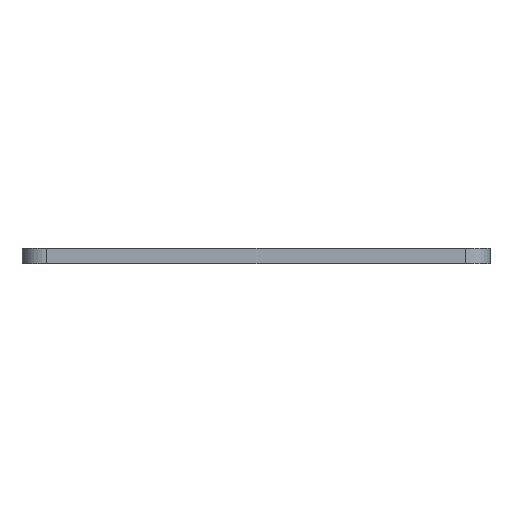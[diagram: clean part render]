
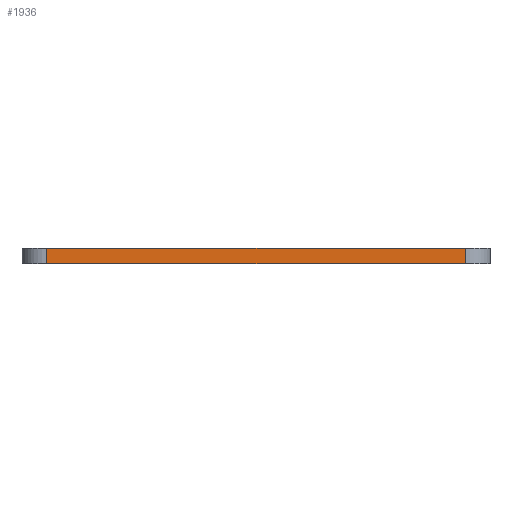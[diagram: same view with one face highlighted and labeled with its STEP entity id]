
A CAD part, front view. The second image highlights one B-rep face of the part: STEP entity #1936.
In plain terms, the highlighted planar face has unit normal (0, -1, 0).
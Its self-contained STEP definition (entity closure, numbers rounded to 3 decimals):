
#83 = PLANE('',#84);
#84 = AXIS2_PLACEMENT_3D('',#85,#86,#87);
#85 = CARTESIAN_POINT('',(148.501,-105.004,1.6));
#86 = DIRECTION('',(-0.,-0.,-1.));
#87 = DIRECTION('',(-1.,0.,0.));
#137 = PLANE('',#138);
#138 = AXIS2_PLACEMENT_3D('',#139,#140,#141);
#139 = CARTESIAN_POINT('',(148.501,-105.004,0.));
#140 = DIRECTION('',(-0.,-0.,-1.));
#141 = DIRECTION('',(-1.,0.,0.));
#350 = VERTEX_POINT('',#351);
#351 = CARTESIAN_POINT('',(170.091,-125.324,0.));
#370 = CYLINDRICAL_SURFACE('',#371,2.54);
#371 = AXIS2_PLACEMENT_3D('',#372,#373,#374);
#372 = CARTESIAN_POINT('',(170.091,-122.784,0.));
#373 = DIRECTION('',(-0.,-0.,-1.));
#374 = DIRECTION('',(1.,0.,-0.));
#382 = EDGE_CURVE('',#350,#383,#385,.T.);
#383 = VERTEX_POINT('',#384);
#384 = CARTESIAN_POINT('',(126.911,-125.324,0.));
#385 = SURFACE_CURVE('',#386,(#390,#397),.PCURVE_S1.);
#386 = LINE('',#387,#388);
#387 = CARTESIAN_POINT('',(170.091,-125.324,0.));
#388 = VECTOR('',#389,1.);
#389 = DIRECTION('',(-1.,0.,0.));
#390 = PCURVE('',#137,#391);
#391 = DEFINITIONAL_REPRESENTATION('',(#392),#396);
#392 = LINE('',#393,#394);
#393 = CARTESIAN_POINT('',(-21.59,-20.32));
#394 = VECTOR('',#395,1.);
#395 = DIRECTION('',(1.,0.));
#396 = ( GEOMETRIC_REPRESENTATION_CONTEXT(2) 
PARAMETRIC_REPRESENTATION_CONTEXT() REPRESENTATION_CONTEXT('2D SPACE',''
  ) );
#397 = PCURVE('',#398,#403);
#398 = PLANE('',#399);
#399 = AXIS2_PLACEMENT_3D('',#400,#401,#402);
#400 = CARTESIAN_POINT('',(170.091,-125.324,0.));
#401 = DIRECTION('',(0.,-1.,0.));
#402 = DIRECTION('',(-1.,0.,0.));
#403 = DEFINITIONAL_REPRESENTATION('',(#404),#408);
#404 = LINE('',#405,#406);
#405 = CARTESIAN_POINT('',(0.,0.));
#406 = VECTOR('',#407,1.);
#407 = DIRECTION('',(1.,0.));
#408 = ( GEOMETRIC_REPRESENTATION_CONTEXT(2) 
PARAMETRIC_REPRESENTATION_CONTEXT() REPRESENTATION_CONTEXT('2D SPACE',''
  ) );
#431 = CYLINDRICAL_SURFACE('',#432,2.54);
#432 = AXIS2_PLACEMENT_3D('',#433,#434,#435);
#433 = CARTESIAN_POINT('',(126.911,-122.784,0.));
#434 = DIRECTION('',(-0.,-0.,-1.));
#435 = DIRECTION('',(1.,0.,-0.));
#1159 = VERTEX_POINT('',#1160);
#1160 = CARTESIAN_POINT('',(170.091,-125.324,1.6));
#1186 = EDGE_CURVE('',#1159,#1187,#1189,.T.);
#1187 = VERTEX_POINT('',#1188);
#1188 = CARTESIAN_POINT('',(126.911,-125.324,1.6));
#1189 = SURFACE_CURVE('',#1190,(#1194,#1201),.PCURVE_S1.);
#1190 = LINE('',#1191,#1192);
#1191 = CARTESIAN_POINT('',(170.091,-125.324,1.6));
#1192 = VECTOR('',#1193,1.);
#1193 = DIRECTION('',(-1.,0.,0.));
#1194 = PCURVE('',#83,#1195);
#1195 = DEFINITIONAL_REPRESENTATION('',(#1196),#1200);
#1196 = LINE('',#1197,#1198);
#1197 = CARTESIAN_POINT('',(-21.59,-20.32));
#1198 = VECTOR('',#1199,1.);
#1199 = DIRECTION('',(1.,0.));
#1200 = ( GEOMETRIC_REPRESENTATION_CONTEXT(2) 
PARAMETRIC_REPRESENTATION_CONTEXT() REPRESENTATION_CONTEXT('2D SPACE',''
  ) );
#1201 = PCURVE('',#398,#1202);
#1202 = DEFINITIONAL_REPRESENTATION('',(#1203),#1207);
#1203 = LINE('',#1204,#1205);
#1204 = CARTESIAN_POINT('',(0.,-1.6));
#1205 = VECTOR('',#1206,1.);
#1206 = DIRECTION('',(1.,0.));
#1207 = ( GEOMETRIC_REPRESENTATION_CONTEXT(2) 
PARAMETRIC_REPRESENTATION_CONTEXT() REPRESENTATION_CONTEXT('2D SPACE',''
  ) );
#1888 = EDGE_CURVE('',#383,#1187,#1889,.T.);
#1889 = SURFACE_CURVE('',#1890,(#1894,#1901),.PCURVE_S1.);
#1890 = LINE('',#1891,#1892);
#1891 = CARTESIAN_POINT('',(126.911,-125.324,0.));
#1892 = VECTOR('',#1893,1.);
#1893 = DIRECTION('',(0.,0.,1.));
#1894 = PCURVE('',#431,#1895);
#1895 = DEFINITIONAL_REPRESENTATION('',(#1896),#1900);
#1896 = LINE('',#1897,#1898);
#1897 = CARTESIAN_POINT('',(-4.712,0.));
#1898 = VECTOR('',#1899,1.);
#1899 = DIRECTION('',(-0.,-1.));
#1900 = ( GEOMETRIC_REPRESENTATION_CONTEXT(2) 
PARAMETRIC_REPRESENTATION_CONTEXT() REPRESENTATION_CONTEXT('2D SPACE',''
  ) );
#1901 = PCURVE('',#398,#1902);
#1902 = DEFINITIONAL_REPRESENTATION('',(#1903),#1907);
#1903 = LINE('',#1904,#1905);
#1904 = CARTESIAN_POINT('',(43.18,0.));
#1905 = VECTOR('',#1906,1.);
#1906 = DIRECTION('',(0.,-1.));
#1907 = ( GEOMETRIC_REPRESENTATION_CONTEXT(2) 
PARAMETRIC_REPRESENTATION_CONTEXT() REPRESENTATION_CONTEXT('2D SPACE',''
  ) );
#1913 = EDGE_CURVE('',#350,#1159,#1914,.T.);
#1914 = SURFACE_CURVE('',#1915,(#1919,#1926),.PCURVE_S1.);
#1915 = LINE('',#1916,#1917);
#1916 = CARTESIAN_POINT('',(170.091,-125.324,0.));
#1917 = VECTOR('',#1918,1.);
#1918 = DIRECTION('',(0.,0.,1.));
#1919 = PCURVE('',#370,#1920);
#1920 = DEFINITIONAL_REPRESENTATION('',(#1921),#1925);
#1921 = LINE('',#1922,#1923);
#1922 = CARTESIAN_POINT('',(-4.712,0.));
#1923 = VECTOR('',#1924,1.);
#1924 = DIRECTION('',(-0.,-1.));
#1925 = ( GEOMETRIC_REPRESENTATION_CONTEXT(2) 
PARAMETRIC_REPRESENTATION_CONTEXT() REPRESENTATION_CONTEXT('2D SPACE',''
  ) );
#1926 = PCURVE('',#398,#1927);
#1927 = DEFINITIONAL_REPRESENTATION('',(#1928),#1932);
#1928 = LINE('',#1929,#1930);
#1929 = CARTESIAN_POINT('',(0.,0.));
#1930 = VECTOR('',#1931,1.);
#1931 = DIRECTION('',(0.,-1.));
#1932 = ( GEOMETRIC_REPRESENTATION_CONTEXT(2) 
PARAMETRIC_REPRESENTATION_CONTEXT() REPRESENTATION_CONTEXT('2D SPACE',''
  ) );
#1936 = ADVANCED_FACE('',(#1937),#398,.T.);
#1937 = FACE_BOUND('',#1938,.T.);
#1938 = EDGE_LOOP('',(#1939,#1940,#1941,#1942));
#1939 = ORIENTED_EDGE('',*,*,#1913,.T.);
#1940 = ORIENTED_EDGE('',*,*,#1186,.T.);
#1941 = ORIENTED_EDGE('',*,*,#1888,.F.);
#1942 = ORIENTED_EDGE('',*,*,#382,.F.);
